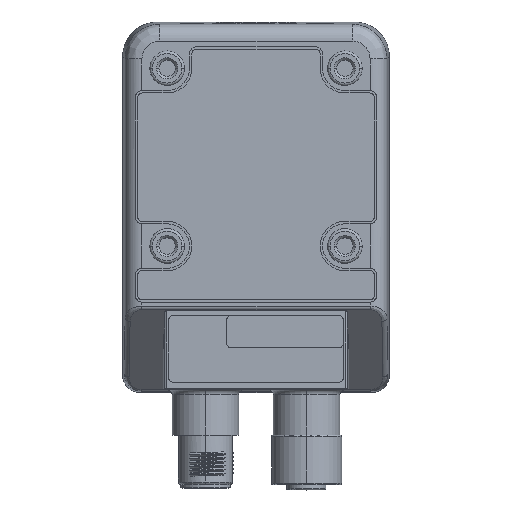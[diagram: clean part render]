
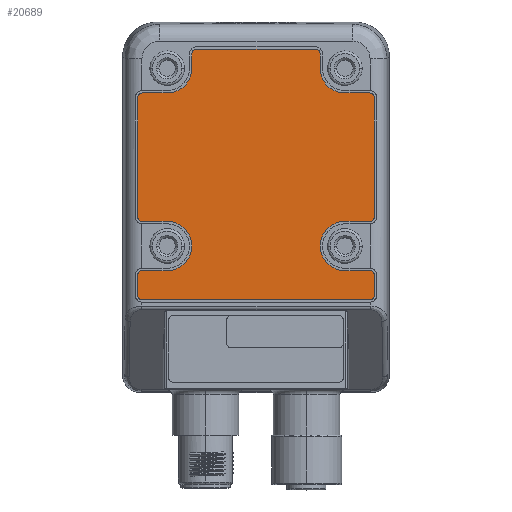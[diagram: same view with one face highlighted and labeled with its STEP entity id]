
A CAD part, top view. The second image highlights one B-rep face of the part: STEP entity #20689.
In plain terms, the highlighted planar face has unit normal (0, 0, 1).
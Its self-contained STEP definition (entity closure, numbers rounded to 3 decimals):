
#1619=CARTESIAN_POINT('',(-23.,-1.9,31.5));
#1620=DIRECTION('',(0.,0.,1.));
#1621=DIRECTION('',(-1.,0.,0.));
#1622=AXIS2_PLACEMENT_3D('',#1619,#1620,#1621);
#1624=DIRECTION('',(0.,-1.,0.));
#1625=VECTOR('',#1624,24.);
#1626=CARTESIAN_POINT('',(-24.,22.1,31.5));
#1627=LINE('',#1626,#1625);
#1628=CARTESIAN_POINT('',(-23.,22.1,31.5));
#1629=DIRECTION('',(0.,0.,1.));
#1630=DIRECTION('',(0.,1.,0.));
#1631=AXIS2_PLACEMENT_3D('',#1628,#1629,#1630);
#1633=DIRECTION('',(-1.,0.,0.));
#1634=VECTOR('',#1633,5.);
#1635=CARTESIAN_POINT('',(-18.,23.1,31.5));
#1636=LINE('',#1635,#1634);
#1637=CARTESIAN_POINT('',(-18.,28.1,31.5));
#1638=DIRECTION('',(0.,0.,-1.));
#1639=DIRECTION('',(1.,0.,0.));
#1640=AXIS2_PLACEMENT_3D('',#1637,#1638,#1639);
#1642=DIRECTION('',(0.,-1.,0.));
#1643=VECTOR('',#1642,2.9);
#1644=CARTESIAN_POINT('',(-13.,31.,31.5));
#1645=LINE('',#1644,#1643);
#1646=CARTESIAN_POINT('',(-12.,31.,31.5));
#1647=DIRECTION('',(0.,0.,1.));
#1648=DIRECTION('',(0.,1.,0.));
#1649=AXIS2_PLACEMENT_3D('',#1646,#1647,#1648);
#1651=DIRECTION('',(-1.,0.,0.));
#1652=VECTOR('',#1651,24.);
#1653=CARTESIAN_POINT('',(12.,32.,31.5));
#1654=LINE('',#1653,#1652);
#1655=CARTESIAN_POINT('',(12.,31.,31.5));
#1656=DIRECTION('',(0.,0.,1.));
#1657=DIRECTION('',(1.,0.,0.));
#1658=AXIS2_PLACEMENT_3D('',#1655,#1656,#1657);
#1660=DIRECTION('',(0.,1.,0.));
#1661=VECTOR('',#1660,2.9);
#1662=CARTESIAN_POINT('',(13.,28.1,31.5));
#1663=LINE('',#1662,#1661);
#1664=CARTESIAN_POINT('',(18.,28.1,31.5));
#1665=DIRECTION('',(0.,0.,-1.));
#1666=DIRECTION('',(0.,-1.,0.));
#1667=AXIS2_PLACEMENT_3D('',#1664,#1665,#1666);
#1669=DIRECTION('',(-1.,0.,0.));
#1670=VECTOR('',#1669,5.);
#1671=CARTESIAN_POINT('',(23.,23.1,31.5));
#1672=LINE('',#1671,#1670);
#1673=CARTESIAN_POINT('',(23.,22.1,31.5));
#1674=DIRECTION('',(0.,0.,1.));
#1675=DIRECTION('',(1.,0.,0.));
#1676=AXIS2_PLACEMENT_3D('',#1673,#1674,#1675);
#1678=DIRECTION('',(0.,1.,0.));
#1679=VECTOR('',#1678,24.);
#1680=CARTESIAN_POINT('',(24.,-1.9,31.5));
#1681=LINE('',#1680,#1679);
#1682=CARTESIAN_POINT('',(23.,-1.9,31.5));
#1683=DIRECTION('',(0.,0.,1.));
#1684=DIRECTION('',(0.,-1.,0.));
#1685=AXIS2_PLACEMENT_3D('',#1682,#1683,#1684);
#1687=DIRECTION('',(1.,0.,0.));
#1688=VECTOR('',#1687,5.);
#1689=CARTESIAN_POINT('',(18.,-2.9,31.5));
#1690=LINE('',#1689,#1688);
#1691=CARTESIAN_POINT('',(18.,-7.9,31.5));
#1692=DIRECTION('',(0.,0.,-1.));
#1693=DIRECTION('',(0.,-1.,0.));
#1694=AXIS2_PLACEMENT_3D('',#1691,#1692,#1693);
#1696=DIRECTION('',(-1.,0.,0.));
#1697=VECTOR('',#1696,5.);
#1698=CARTESIAN_POINT('',(23.,-12.9,31.5));
#1699=LINE('',#1698,#1697);
#1700=CARTESIAN_POINT('',(23.,-13.9,31.5));
#1701=DIRECTION('',(0.,0.,1.));
#1702=DIRECTION('',(1.,0.,0.));
#1703=AXIS2_PLACEMENT_3D('',#1700,#1701,#1702);
#1705=DIRECTION('',(0.,1.,0.));
#1706=VECTOR('',#1705,3.9);
#1707=CARTESIAN_POINT('',(24.,-17.8,31.5));
#1708=LINE('',#1707,#1706);
#1709=CARTESIAN_POINT('',(23.,-17.8,31.5));
#1710=DIRECTION('',(0.,0.,1.));
#1711=DIRECTION('',(0.,-1.,0.));
#1712=AXIS2_PLACEMENT_3D('',#1709,#1710,#1711);
#1714=DIRECTION('',(1.,0.,0.));
#1715=VECTOR('',#1714,46.);
#1716=CARTESIAN_POINT('',(-23.,-18.8,31.5));
#1717=LINE('',#1716,#1715);
#1718=CARTESIAN_POINT('',(-23.,-17.8,31.5));
#1719=DIRECTION('',(0.,0.,1.));
#1720=DIRECTION('',(-1.,0.,0.));
#1721=AXIS2_PLACEMENT_3D('',#1718,#1719,#1720);
#1723=DIRECTION('',(0.,-1.,0.));
#1724=VECTOR('',#1723,3.9);
#1725=CARTESIAN_POINT('',(-24.,-13.9,31.5));
#1726=LINE('',#1725,#1724);
#1727=CARTESIAN_POINT('',(-23.,-13.9,31.5));
#1728=DIRECTION('',(0.,0.,1.));
#1729=DIRECTION('',(0.,1.,0.));
#1730=AXIS2_PLACEMENT_3D('',#1727,#1728,#1729);
#1732=DIRECTION('',(-1.,0.,0.));
#1733=VECTOR('',#1732,5.);
#1734=CARTESIAN_POINT('',(-18.,-12.9,31.5));
#1735=LINE('',#1734,#1733);
#1736=CARTESIAN_POINT('',(-18.,-7.9,31.5));
#1737=DIRECTION('',(0.,0.,-1.));
#1738=DIRECTION('',(0.,1.,0.));
#1739=AXIS2_PLACEMENT_3D('',#1736,#1737,#1738);
#1741=DIRECTION('',(1.,0.,0.));
#1742=VECTOR('',#1741,5.);
#1743=CARTESIAN_POINT('',(-23.,-2.9,31.5));
#1744=LINE('',#1743,#1742);
#14107=CARTESIAN_POINT('',(-24.,-1.9,31.5));
#14108=CARTESIAN_POINT('',(-23.,-2.9,31.5));
#14109=VERTEX_POINT('',#14107);
#14110=VERTEX_POINT('',#14108);
#14111=CARTESIAN_POINT('',(-18.,-2.9,31.5));
#14112=VERTEX_POINT('',#14111);
#14113=CARTESIAN_POINT('',(-18.,-12.9,31.5));
#14114=VERTEX_POINT('',#14113);
#14115=CARTESIAN_POINT('',(-23.,-12.9,31.5));
#14116=VERTEX_POINT('',#14115);
#14117=CARTESIAN_POINT('',(-24.,-13.9,31.5));
#14118=VERTEX_POINT('',#14117);
#14119=CARTESIAN_POINT('',(-24.,-17.8,31.5));
#14120=VERTEX_POINT('',#14119);
#14121=CARTESIAN_POINT('',(-23.,-18.8,31.5));
#14122=VERTEX_POINT('',#14121);
#14123=CARTESIAN_POINT('',(23.,-18.8,31.5));
#14124=VERTEX_POINT('',#14123);
#14125=CARTESIAN_POINT('',(24.,-17.8,31.5));
#14126=VERTEX_POINT('',#14125);
#14127=CARTESIAN_POINT('',(24.,-13.9,31.5));
#14128=VERTEX_POINT('',#14127);
#14129=CARTESIAN_POINT('',(23.,-12.9,31.5));
#14130=VERTEX_POINT('',#14129);
#14131=CARTESIAN_POINT('',(18.,-12.9,31.5));
#14132=VERTEX_POINT('',#14131);
#14133=CARTESIAN_POINT('',(18.,-2.9,31.5));
#14134=VERTEX_POINT('',#14133);
#14135=CARTESIAN_POINT('',(23.,-2.9,31.5));
#14136=VERTEX_POINT('',#14135);
#14137=CARTESIAN_POINT('',(18.,23.1,31.5));
#14138=CARTESIAN_POINT('',(13.,28.1,31.5));
#14139=VERTEX_POINT('',#14137);
#14140=VERTEX_POINT('',#14138);
#14141=CARTESIAN_POINT('',(13.,31.,31.5));
#14142=VERTEX_POINT('',#14141);
#14143=CARTESIAN_POINT('',(12.,32.,31.5));
#14144=VERTEX_POINT('',#14143);
#14145=CARTESIAN_POINT('',(-12.,32.,31.5));
#14146=VERTEX_POINT('',#14145);
#14147=CARTESIAN_POINT('',(-13.,31.,31.5));
#14148=VERTEX_POINT('',#14147);
#14149=CARTESIAN_POINT('',(-13.,28.1,31.5));
#14150=VERTEX_POINT('',#14149);
#14151=CARTESIAN_POINT('',(-18.,23.1,31.5));
#14152=VERTEX_POINT('',#14151);
#14153=CARTESIAN_POINT('',(-23.,23.1,31.5));
#14154=VERTEX_POINT('',#14153);
#14155=CARTESIAN_POINT('',(-24.,22.1,31.5));
#14156=VERTEX_POINT('',#14155);
#18202=CARTESIAN_POINT('',(24.,-1.9,31.5));
#18203=VERTEX_POINT('',#18202);
#18204=CARTESIAN_POINT('',(24.,22.1,31.5));
#18205=VERTEX_POINT('',#18204);
#18206=CARTESIAN_POINT('',(23.,23.1,31.5));
#18207=VERTEX_POINT('',#18206);
#20654=CARTESIAN_POINT('',(0.,0.,31.5));
#20655=DIRECTION('',(0.,0.,1.));
#20656=DIRECTION('',(1.,0.,0.));
#20657=AXIS2_PLACEMENT_3D('',#20654,#20655,#20656);
#20658=PLANE('',#20657);
#20659=ORIENTED_EDGE('',*,*,#20270,.F.);
#20660=ORIENTED_EDGE('',*,*,#20285,.F.);
#20661=ORIENTED_EDGE('',*,*,#20299,.F.);
#20662=ORIENTED_EDGE('',*,*,#20313,.F.);
#20663=ORIENTED_EDGE('',*,*,#20327,.F.);
#20664=ORIENTED_EDGE('',*,*,#20341,.F.);
#20665=ORIENTED_EDGE('',*,*,#20355,.F.);
#20666=ORIENTED_EDGE('',*,*,#20369,.F.);
#20667=ORIENTED_EDGE('',*,*,#20383,.F.);
#20668=ORIENTED_EDGE('',*,*,#20397,.F.);
#20669=ORIENTED_EDGE('',*,*,#20411,.F.);
#20670=ORIENTED_EDGE('',*,*,#20425,.F.);
#20671=ORIENTED_EDGE('',*,*,#20439,.F.);
#20672=ORIENTED_EDGE('',*,*,#20453,.F.);
#20673=ORIENTED_EDGE('',*,*,#20467,.F.);
#20674=ORIENTED_EDGE('',*,*,#20481,.F.);
#20675=ORIENTED_EDGE('',*,*,#20495,.F.);
#20676=ORIENTED_EDGE('',*,*,#20509,.F.);
#20677=ORIENTED_EDGE('',*,*,#20523,.F.);
#20678=ORIENTED_EDGE('',*,*,#20537,.F.);
#20679=ORIENTED_EDGE('',*,*,#20551,.F.);
#20680=ORIENTED_EDGE('',*,*,#20565,.F.);
#20681=ORIENTED_EDGE('',*,*,#20579,.F.);
#20682=ORIENTED_EDGE('',*,*,#20593,.F.);
#20683=ORIENTED_EDGE('',*,*,#20607,.F.);
#20684=ORIENTED_EDGE('',*,*,#20621,.F.);
#20685=ORIENTED_EDGE('',*,*,#20635,.F.);
#20686=ORIENTED_EDGE('',*,*,#20648,.F.);
#20687=EDGE_LOOP('',(#20659,#20660,#20661,#20662,#20663,#20664,#20665,#20666,
#20667,#20668,#20669,#20670,#20671,#20672,#20673,#20674,#20675,#20676,#20677,
#20678,#20679,#20680,#20681,#20682,#20683,#20684,#20685,#20686));
#20688=FACE_OUTER_BOUND('',#20687,.F.);
#20689=ADVANCED_FACE('',(#20688),#20658,.T.);
#1623=CIRCLE('',#1622,1.);
#1632=CIRCLE('',#1631,1.);
#1641=CIRCLE('',#1640,5.);
#1650=CIRCLE('',#1649,1.);
#1659=CIRCLE('',#1658,1.);
#1668=CIRCLE('',#1667,5.);
#1677=CIRCLE('',#1676,1.);
#1686=CIRCLE('',#1685,1.);
#1695=CIRCLE('',#1694,5.);
#1704=CIRCLE('',#1703,1.);
#1713=CIRCLE('',#1712,1.);
#1722=CIRCLE('',#1721,1.);
#1731=CIRCLE('',#1730,1.);
#1740=CIRCLE('',#1739,5.);
#20270=EDGE_CURVE('',#14109,#14110,#1623,.T.);
#20285=EDGE_CURVE('',#14156,#14109,#1627,.T.);
#20299=EDGE_CURVE('',#14154,#14156,#1632,.T.);
#20313=EDGE_CURVE('',#14152,#14154,#1636,.T.);
#20327=EDGE_CURVE('',#14150,#14152,#1641,.T.);
#20341=EDGE_CURVE('',#14148,#14150,#1645,.T.);
#20355=EDGE_CURVE('',#14146,#14148,#1650,.T.);
#20369=EDGE_CURVE('',#14144,#14146,#1654,.T.);
#20383=EDGE_CURVE('',#14142,#14144,#1659,.T.);
#20397=EDGE_CURVE('',#14140,#14142,#1663,.T.);
#20411=EDGE_CURVE('',#14139,#14140,#1668,.T.);
#20425=EDGE_CURVE('',#18207,#14139,#1672,.T.);
#20439=EDGE_CURVE('',#18205,#18207,#1677,.T.);
#20453=EDGE_CURVE('',#18203,#18205,#1681,.T.);
#20467=EDGE_CURVE('',#14136,#18203,#1686,.T.);
#20481=EDGE_CURVE('',#14134,#14136,#1690,.T.);
#20495=EDGE_CURVE('',#14132,#14134,#1695,.T.);
#20509=EDGE_CURVE('',#14130,#14132,#1699,.T.);
#20523=EDGE_CURVE('',#14128,#14130,#1704,.T.);
#20537=EDGE_CURVE('',#14126,#14128,#1708,.T.);
#20551=EDGE_CURVE('',#14124,#14126,#1713,.T.);
#20565=EDGE_CURVE('',#14122,#14124,#1717,.T.);
#20579=EDGE_CURVE('',#14120,#14122,#1722,.T.);
#20593=EDGE_CURVE('',#14118,#14120,#1726,.T.);
#20607=EDGE_CURVE('',#14116,#14118,#1731,.T.);
#20621=EDGE_CURVE('',#14114,#14116,#1735,.T.);
#20635=EDGE_CURVE('',#14112,#14114,#1740,.T.);
#20648=EDGE_CURVE('',#14110,#14112,#1744,.T.);
